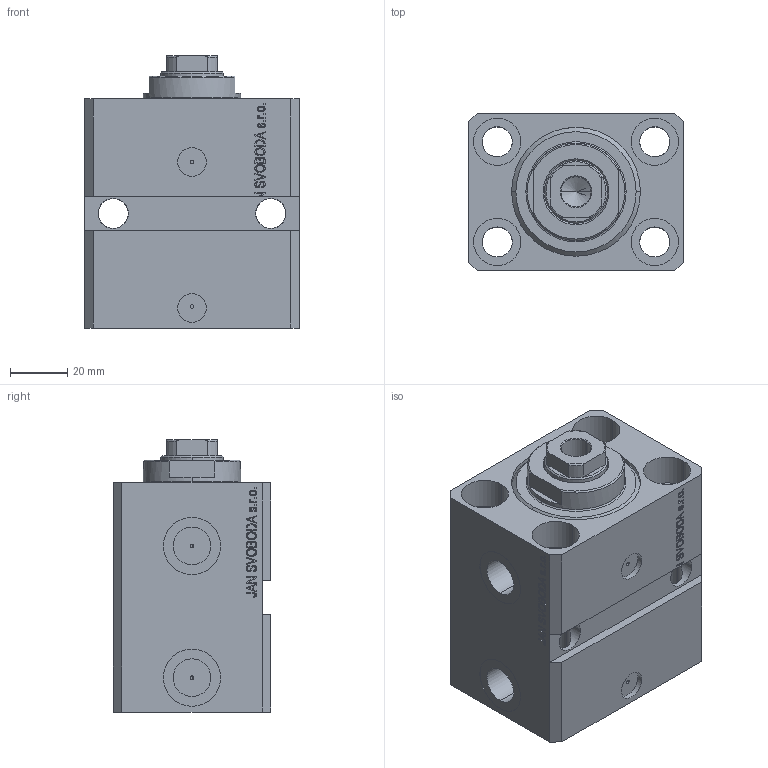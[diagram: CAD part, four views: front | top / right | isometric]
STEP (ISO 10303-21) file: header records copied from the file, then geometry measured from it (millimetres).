
FILE_DESCRIPTION (( 'STEP AP203' ), '1' );
FILE_NAME ('32ed.STEP', '2023-10-07T16:03:48', ( '' ), ( '' ), 'SwSTEP 2.0', 'SolidWorks 2019', '' );
FILE_SCHEMA (( 'CONFIG_CONTROL_DESIGN' ));
Length unit declared in the file: millimetre
Products named in the file (4): V250CE_VC_E 5e1c5d1ef1db20e66972dd1d780a784c; V250CE_C_VCP 5e1c5d1ef1db20e66972dd1d780a784c; V250CE_E_Body 5e1c5d1ef1db20e66972dd1d780a784c; 32ed
Assembly tree (3 placements, depth 2):
  32ed
    V250CE_E_Body 5e1c5d1ef1db20e66972dd1d780a784c
    V250CE_C_VCP 5e1c5d1ef1db20e66972dd1d780a784c
    V250CE_VC_E 5e1c5d1ef1db20e66972dd1d780a784c
Bounding box: 75 x 55 x 95 mm (x, y, z)
Volume: 271835 mm3; surface area: 68382.6 mm2
Topology: 3 solids, 3 shells, 910 faces, 2344 edges, 1539 vertices
Faces by surface type: plane 442, bspline 354, cylinder 96, cone 12, torus 6
Entity records: 44628 total; most frequent: CARTESIAN_POINT 24373, ORIENTED_EDGE 4684, DIRECTION 2898, EDGE_CURVE 2342, VERTEX_POINT 1539, LINE 1410, VECTOR 1410, EDGE_LOOP 1043
